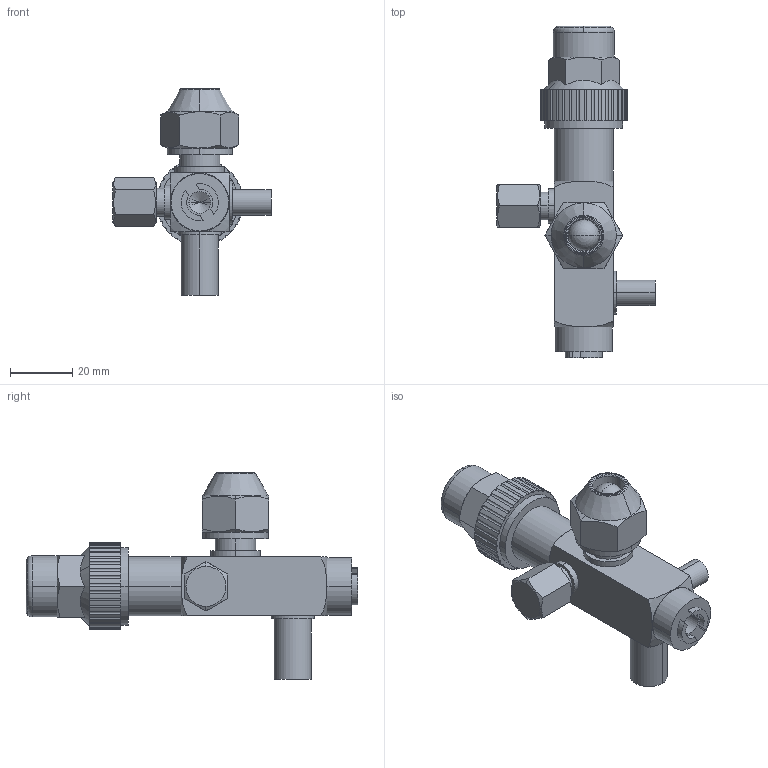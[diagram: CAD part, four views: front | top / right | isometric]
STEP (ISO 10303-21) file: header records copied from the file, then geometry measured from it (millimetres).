
FILE_DESCRIPTION((''),'2;1');
FILE_NAME('118U0487','2019-12-19T',('U371994'),('DANFOSS COMMERCIAL COMPRESSOR'),'CREO PARAMETRIC BY PTC INC, 2015480','CREO PARAMETRIC BY PTC INC, 2015480','');
FILE_SCHEMA(('CONFIG_CONTROL_DESIGN'));
Length unit declared in the file: millimetre
Products named in the file (1): 118U0487
Bounding box: 51 x 107 x 66.65 mm (x, y, z)
Volume: 41204.4 mm3; surface area: 19519 mm2
Topology: 1 solids, 2 shells, 273 faces, 762 edges, 517 vertices
Faces by surface type: cylinder 140, plane 71, torus 30, cone 22, bspline 6, sphere 4
Entity records: 9761 total; most frequent: CARTESIAN_POINT 2393, DIRECTION 1680, ORIENTED_EDGE 1512, EDGE_CURVE 756, AXIS2_PLACEMENT_3D 731, VERTEX_POINT 517, CIRCLE 464, EDGE_LOOP 305
